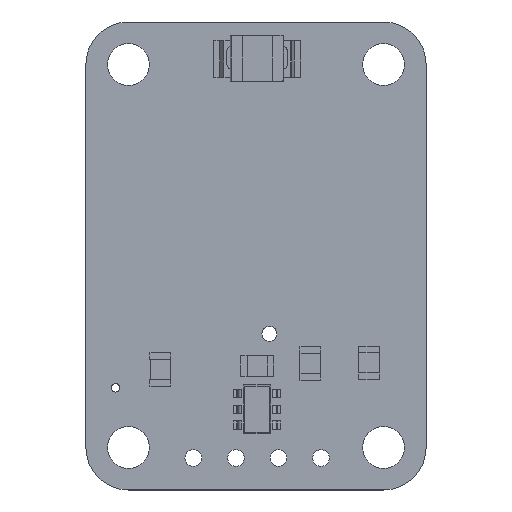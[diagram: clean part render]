
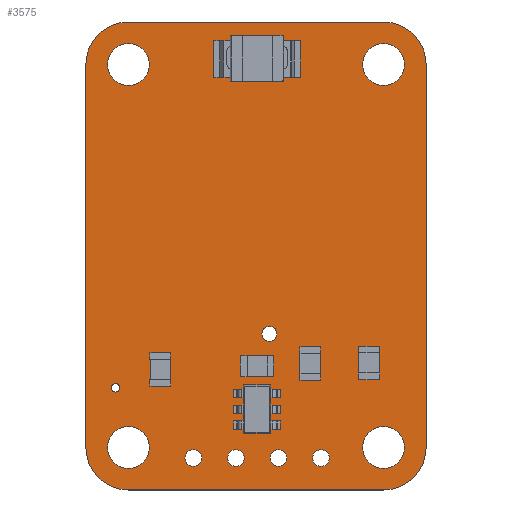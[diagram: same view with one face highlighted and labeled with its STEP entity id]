
A CAD part, top view. The second image highlights one B-rep face of the part: STEP entity #3575.
In plain terms, the highlighted planar face has unit normal (0, 0, 1).
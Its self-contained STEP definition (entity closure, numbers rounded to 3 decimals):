
#62=FACE_BOUND('',#437,.T.);
#63=FACE_BOUND('',#438,.T.);
#64=FACE_BOUND('',#439,.T.);
#65=FACE_BOUND('',#440,.T.);
#66=FACE_BOUND('',#441,.T.);
#67=FACE_BOUND('',#442,.T.);
#68=FACE_BOUND('',#443,.T.);
#69=FACE_BOUND('',#444,.T.);
#70=FACE_BOUND('',#445,.T.);
#71=FACE_BOUND('',#446,.T.);
#72=FACE_BOUND('',#447,.T.);
#89=PLANE('',#3852);
#241=FACE_OUTER_BOUND('',#436,.T.);
#436=EDGE_LOOP('',(#2440,#2441,#2442,#2443,#2444,#2445,#2446,#2447));
#437=EDGE_LOOP('',(#2448));
#438=EDGE_LOOP('',(#2449));
#439=EDGE_LOOP('',(#2450));
#440=EDGE_LOOP('',(#2451));
#441=EDGE_LOOP('',(#2452));
#442=EDGE_LOOP('',(#2453));
#443=EDGE_LOOP('',(#2454));
#444=EDGE_LOOP('',(#2455));
#445=EDGE_LOOP('',(#2456));
#446=EDGE_LOOP('',(#2457));
#447=EDGE_LOOP('',(#2458));
#648=LINE('',#5236,#1042);
#652=LINE('',#5248,#1046);
#656=LINE('',#5260,#1050);
#660=LINE('',#5272,#1054);
#1042=VECTOR('',#4209,10.);
#1046=VECTOR('',#4221,10.);
#1050=VECTOR('',#4233,10.);
#1054=VECTOR('',#4245,10.);
#1424=CIRCLE('',#3805,0.5);
#1426=CIRCLE('',#3808,0.5);
#1428=CIRCLE('',#3811,0.45);
#1430=CIRCLE('',#3814,1.25);
#1432=CIRCLE('',#3817,1.25);
#1434=CIRCLE('',#3820,0.25);
#1436=CIRCLE('',#3823,1.25);
#1438=CIRCLE('',#3826,1.25);
#1440=CIRCLE('',#3829,1.25);
#1442=CIRCLE('',#3832,0.5);
#1444=CIRCLE('',#3835,0.5);
#1446=CIRCLE('',#3839,2.54);
#1448=CIRCLE('',#3843,2.54);
#1450=CIRCLE('',#3847,2.54);
#1452=CIRCLE('',#3851,2.54);
#1537=VERTEX_POINT('',#5166);
#1539=VERTEX_POINT('',#5172);
#1541=VERTEX_POINT('',#5178);
#1543=VERTEX_POINT('',#5184);
#1545=VERTEX_POINT('',#5190);
#1547=VERTEX_POINT('',#5196);
#1549=VERTEX_POINT('',#5202);
#1551=VERTEX_POINT('',#5208);
#1553=VERTEX_POINT('',#5214);
#1555=VERTEX_POINT('',#5220);
#1557=VERTEX_POINT('',#5226);
#1560=VERTEX_POINT('',#5233);
#1561=VERTEX_POINT('',#5235);
#1563=VERTEX_POINT('',#5241);
#1565=VERTEX_POINT('',#5247);
#1567=VERTEX_POINT('',#5253);
#1569=VERTEX_POINT('',#5259);
#1571=VERTEX_POINT('',#5265);
#1573=VERTEX_POINT('',#5271);
#1859=EDGE_CURVE('',#1537,#1537,#1424,.T.);
#1862=EDGE_CURVE('',#1539,#1539,#1426,.T.);
#1865=EDGE_CURVE('',#1541,#1541,#1428,.T.);
#1868=EDGE_CURVE('',#1543,#1543,#1430,.T.);
#1871=EDGE_CURVE('',#1545,#1545,#1432,.T.);
#1874=EDGE_CURVE('',#1547,#1547,#1434,.T.);
#1877=EDGE_CURVE('',#1549,#1549,#1436,.T.);
#1880=EDGE_CURVE('',#1551,#1551,#1438,.T.);
#1883=EDGE_CURVE('',#1553,#1553,#1440,.T.);
#1886=EDGE_CURVE('',#1555,#1555,#1442,.T.);
#1889=EDGE_CURVE('',#1557,#1557,#1444,.T.);
#1892=EDGE_CURVE('',#1561,#1560,#648,.T.);
#1895=EDGE_CURVE('',#1563,#1561,#1446,.T.);
#1898=EDGE_CURVE('',#1565,#1563,#652,.T.);
#1901=EDGE_CURVE('',#1567,#1565,#1448,.T.);
#1904=EDGE_CURVE('',#1569,#1567,#656,.T.);
#1907=EDGE_CURVE('',#1571,#1569,#1450,.T.);
#1910=EDGE_CURVE('',#1573,#1571,#660,.T.);
#1913=EDGE_CURVE('',#1560,#1573,#1452,.T.);
#2440=ORIENTED_EDGE('',*,*,#1913,.T.);
#2441=ORIENTED_EDGE('',*,*,#1910,.T.);
#2442=ORIENTED_EDGE('',*,*,#1907,.T.);
#2443=ORIENTED_EDGE('',*,*,#1904,.T.);
#2444=ORIENTED_EDGE('',*,*,#1901,.T.);
#2445=ORIENTED_EDGE('',*,*,#1898,.T.);
#2446=ORIENTED_EDGE('',*,*,#1895,.T.);
#2447=ORIENTED_EDGE('',*,*,#1892,.T.);
#2448=ORIENTED_EDGE('',*,*,#1859,.T.);
#2449=ORIENTED_EDGE('',*,*,#1862,.T.);
#2450=ORIENTED_EDGE('',*,*,#1865,.T.);
#2451=ORIENTED_EDGE('',*,*,#1868,.T.);
#2452=ORIENTED_EDGE('',*,*,#1871,.T.);
#2453=ORIENTED_EDGE('',*,*,#1874,.T.);
#2454=ORIENTED_EDGE('',*,*,#1877,.T.);
#2455=ORIENTED_EDGE('',*,*,#1880,.T.);
#2456=ORIENTED_EDGE('',*,*,#1883,.T.);
#2457=ORIENTED_EDGE('',*,*,#1886,.T.);
#2458=ORIENTED_EDGE('',*,*,#1889,.T.);
#3575=ADVANCED_FACE('',(#241,#62,#63,#64,#65,#66,#67,#68,#69,#70,#71,#72),
#89,.T.);
#3805=AXIS2_PLACEMENT_3D('',#5168,#4133,#4134);
#3808=AXIS2_PLACEMENT_3D('',#5174,#4140,#4141);
#3811=AXIS2_PLACEMENT_3D('',#5180,#4147,#4148);
#3814=AXIS2_PLACEMENT_3D('',#5186,#4154,#4155);
#3817=AXIS2_PLACEMENT_3D('',#5192,#4161,#4162);
#3820=AXIS2_PLACEMENT_3D('',#5198,#4168,#4169);
#3823=AXIS2_PLACEMENT_3D('',#5204,#4175,#4176);
#3826=AXIS2_PLACEMENT_3D('',#5210,#4182,#4183);
#3829=AXIS2_PLACEMENT_3D('',#5216,#4189,#4190);
#3832=AXIS2_PLACEMENT_3D('',#5222,#4196,#4197);
#3835=AXIS2_PLACEMENT_3D('',#5228,#4203,#4204);
#3839=AXIS2_PLACEMENT_3D('',#5242,#4215,#4216);
#3843=AXIS2_PLACEMENT_3D('',#5254,#4227,#4228);
#3847=AXIS2_PLACEMENT_3D('',#5266,#4239,#4240);
#3851=AXIS2_PLACEMENT_3D('',#5276,#4251,#4252);
#3852=AXIS2_PLACEMENT_3D('',#5277,#4253,#4254);
#4133=DIRECTION('center_axis',(0.,0.,-1.));
#4134=DIRECTION('ref_axis',(1.,0.,0.));
#4140=DIRECTION('center_axis',(0.,0.,-1.));
#4141=DIRECTION('ref_axis',(1.,0.,0.));
#4147=DIRECTION('center_axis',(0.,0.,-1.));
#4148=DIRECTION('ref_axis',(1.,0.,0.));
#4154=DIRECTION('center_axis',(0.,0.,-1.));
#4155=DIRECTION('ref_axis',(1.,0.,0.));
#4161=DIRECTION('center_axis',(0.,0.,-1.));
#4162=DIRECTION('ref_axis',(1.,0.,0.));
#4168=DIRECTION('center_axis',(0.,0.,-1.));
#4169=DIRECTION('ref_axis',(1.,0.,0.));
#4175=DIRECTION('center_axis',(0.,0.,-1.));
#4176=DIRECTION('ref_axis',(1.,0.,0.));
#4182=DIRECTION('center_axis',(0.,0.,-1.));
#4183=DIRECTION('ref_axis',(1.,0.,0.));
#4189=DIRECTION('center_axis',(0.,0.,-1.));
#4190=DIRECTION('ref_axis',(1.,0.,0.));
#4196=DIRECTION('center_axis',(0.,0.,-1.));
#4197=DIRECTION('ref_axis',(1.,0.,0.));
#4203=DIRECTION('center_axis',(0.,0.,-1.));
#4204=DIRECTION('ref_axis',(1.,0.,0.));
#4209=DIRECTION('',(0.,-1.,0.));
#4215=DIRECTION('center_axis',(0.,0.,1.));
#4216=DIRECTION('ref_axis',(0.,1.,0.));
#4221=DIRECTION('',(-1.,0.,0.));
#4227=DIRECTION('center_axis',(0.,0.,1.));
#4228=DIRECTION('ref_axis',(1.,0.,0.));
#4233=DIRECTION('',(0.,1.,0.));
#4239=DIRECTION('center_axis',(0.,0.,1.));
#4240=DIRECTION('ref_axis',(0.,-1.,0.));
#4245=DIRECTION('',(1.,0.,0.));
#4251=DIRECTION('center_axis',(0.,0.,1.));
#4252=DIRECTION('ref_axis',(-1.,0.,0.));
#4253=DIRECTION('center_axis',(0.,0.,1.));
#4254=DIRECTION('ref_axis',(1.,0.,0.));
#5166=CARTESIAN_POINT('',(11.,1.905,1.57));
#5168=CARTESIAN_POINT('Origin',(11.5,1.905,1.57));
#5172=CARTESIAN_POINT('',(5.92,1.905,1.57));
#5174=CARTESIAN_POINT('Origin',(6.42,1.905,1.57));
#5178=CARTESIAN_POINT('',(10.512,9.322,1.57));
#5180=CARTESIAN_POINT('Origin',(10.962,9.322,1.57));
#5184=CARTESIAN_POINT('',(16.53,25.4,1.57));
#5186=CARTESIAN_POINT('Origin',(17.78,25.4,1.57));
#5190=CARTESIAN_POINT('',(8.98,25.757,1.57));
#5192=CARTESIAN_POINT('Origin',(10.23,25.757,1.57));
#5196=CARTESIAN_POINT('',(1.528,6.096,1.57));
#5198=CARTESIAN_POINT('Origin',(1.778,6.096,1.57));
#5202=CARTESIAN_POINT('',(1.29,2.54,1.57));
#5204=CARTESIAN_POINT('Origin',(2.54,2.54,1.57));
#5208=CARTESIAN_POINT('',(16.53,2.54,1.57));
#5210=CARTESIAN_POINT('Origin',(17.78,2.54,1.57));
#5214=CARTESIAN_POINT('',(1.29,25.4,1.57));
#5216=CARTESIAN_POINT('Origin',(2.54,25.4,1.57));
#5220=CARTESIAN_POINT('',(8.46,1.905,1.57));
#5222=CARTESIAN_POINT('Origin',(8.96,1.905,1.57));
#5226=CARTESIAN_POINT('',(13.54,1.905,1.57));
#5228=CARTESIAN_POINT('Origin',(14.04,1.905,1.57));
#5233=CARTESIAN_POINT('',(0.,2.54,1.57));
#5235=CARTESIAN_POINT('',(0.,25.4,1.57));
#5236=CARTESIAN_POINT('',(0.,2.54,1.57));
#5241=CARTESIAN_POINT('',(2.54,27.94,1.57));
#5242=CARTESIAN_POINT('Origin',(2.54,25.4,1.57));
#5247=CARTESIAN_POINT('',(17.78,27.94,1.57));
#5248=CARTESIAN_POINT('',(2.54,27.94,1.57));
#5253=CARTESIAN_POINT('',(20.32,25.4,1.57));
#5254=CARTESIAN_POINT('Origin',(17.78,25.4,1.57));
#5259=CARTESIAN_POINT('',(20.32,2.54,1.57));
#5260=CARTESIAN_POINT('',(20.32,25.4,1.57));
#5265=CARTESIAN_POINT('',(17.78,0.,1.57));
#5266=CARTESIAN_POINT('Origin',(17.78,2.54,1.57));
#5271=CARTESIAN_POINT('',(2.54,0.,1.57));
#5272=CARTESIAN_POINT('',(17.78,0.,1.57));
#5276=CARTESIAN_POINT('Origin',(2.54,2.54,1.57));
#5277=CARTESIAN_POINT('Origin',(10.16,13.97,1.57));
